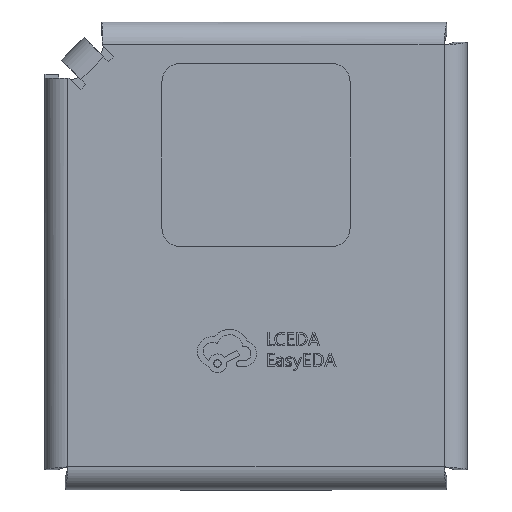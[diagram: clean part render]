
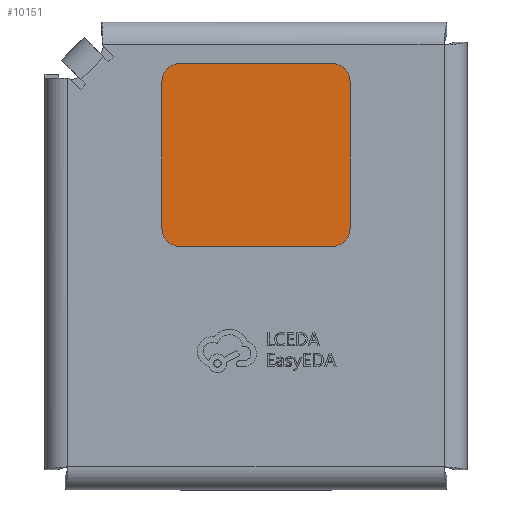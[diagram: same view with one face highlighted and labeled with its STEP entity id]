
A CAD part, top view. The second image highlights one B-rep face of the part: STEP entity #10151.
In plain terms, the highlighted planar face has unit normal (0, 0, 1).
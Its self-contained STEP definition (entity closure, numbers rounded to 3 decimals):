
#1319 = ORIENTED_EDGE ( 'NONE', *, *, #11818, .T. ) ;
#3131 = ORIENTED_EDGE ( 'NONE', *, *, #3818, .T. ) ;
#3804 = DIRECTION ( 'NONE',  ( 0., -1., 0. ) ) ;
#3818 = EDGE_CURVE ( 'NONE', #21502, #6871, #19600, .T. ) ;
#4287 = CIRCLE ( 'NONE', #6419, 0.2 ) ;
#4362 = CIRCLE ( 'NONE', #10099, 0.2 ) ;
#4629 = EDGE_CURVE ( 'NONE', #9675, #8041, #5544, .T. ) ;
#4939 = CARTESIAN_POINT ( 'NONE',  ( 1.025, 0.3, 1.25 ) ) ;
#5057 = CARTESIAN_POINT ( 'NONE',  ( -0.825, 2.1, 1.25 ) ) ;
#5205 = AXIS2_PLACEMENT_3D ( 'NONE', #21345, #14473, #9505 ) ;
#5254 = DIRECTION ( 'NONE',  ( 0., 1., 0. ) ) ;
#5544 = LINE ( 'NONE', #11999, #5630 ) ;
#5596 = VECTOR ( 'NONE', #5254, 1000. ) ;
#5630 = VECTOR ( 'NONE', #7146, 1000. ) ;
#5675 = CARTESIAN_POINT ( 'NONE',  ( 1.025, 1.9, 1.25 ) ) ;
#6043 = ORIENTED_EDGE ( 'NONE', *, *, #16953, .T. ) ;
#6419 = AXIS2_PLACEMENT_3D ( 'NONE', #13766, #7123, #17797 ) ;
#6871 = VERTEX_POINT ( 'NONE', #12686 ) ;
#7123 = DIRECTION ( 'NONE',  ( 0., 0., 1. ) ) ;
#7146 = DIRECTION ( 'NONE',  ( 1., 0., 0. ) ) ;
#7938 = CARTESIAN_POINT ( 'NONE',  ( -0.825, 2.1, 1.25 ) ) ;
#8041 = VERTEX_POINT ( 'NONE', #14576 ) ;
#8244 = DIRECTION ( 'NONE',  ( 1., 0., 0. ) ) ;
#9505 = DIRECTION ( 'NONE',  ( 1., 0., 0. ) ) ;
#9675 = VERTEX_POINT ( 'NONE', #21348 ) ;
#9741 = EDGE_CURVE ( 'NONE', #21230, #14727, #12455, .T. ) ;
#9848 = VERTEX_POINT ( 'NONE', #18616 ) ;
#10038 = ORIENTED_EDGE ( 'NONE', *, *, #18140, .T. ) ;
#10099 = AXIS2_PLACEMENT_3D ( 'NONE', #10776, #19123, #17423 ) ;
#10151 = ADVANCED_FACE ( 'NONE', ( #20260 ), #16450, .F. ) ;
#10776 = CARTESIAN_POINT ( 'NONE',  ( 0.825, 1.9, 1.25 ) ) ;
#11020 = ORIENTED_EDGE ( 'NONE', *, *, #14000, .T. ) ;
#11811 = LINE ( 'NONE', #5057, #19683 ) ;
#11818 = EDGE_CURVE ( 'NONE', #8041, #21230, #4287, .T. ) ;
#11999 = CARTESIAN_POINT ( 'NONE',  ( -0.825, 0.1, 1.25 ) ) ;
#12455 = LINE ( 'NONE', #5675, #5596 ) ;
#12686 = CARTESIAN_POINT ( 'NONE',  ( -1.025, 1.9, 1.25 ) ) ;
#12818 = ORIENTED_EDGE ( 'NONE', *, *, #9741, .T. ) ;
#13766 = CARTESIAN_POINT ( 'NONE',  ( 0.825, 0.3, 1.25 ) ) ;
#14000 = EDGE_CURVE ( 'NONE', #14727, #9848, #4362, .T. ) ;
#14473 = DIRECTION ( 'NONE',  ( 0., 0., 1. ) ) ;
#14576 = CARTESIAN_POINT ( 'NONE',  ( 0.825, 0.1, 1.25 ) ) ;
#14727 = VERTEX_POINT ( 'NONE', #15877 ) ;
#15470 = VECTOR ( 'NONE', #3804, 1000. ) ;
#15867 = CARTESIAN_POINT ( 'NONE',  ( -1.025, 1.9, 1.25 ) ) ;
#15877 = CARTESIAN_POINT ( 'NONE',  ( 1.025, 1.9, 1.25 ) ) ;
#16450 = PLANE ( 'NONE',  #17842 ) ;
#16766 = VERTEX_POINT ( 'NONE', #18749 ) ;
#16838 = EDGE_LOOP ( 'NONE', ( #11020, #10038, #3131, #6043, #22246, #17039, #1319, #12818 ) ) ;
#16888 = DIRECTION ( 'NONE',  ( 0., 0., -1. ) ) ;
#16953 = EDGE_CURVE ( 'NONE', #6871, #16766, #21013, .T. ) ;
#17039 = ORIENTED_EDGE ( 'NONE', *, *, #4629, .T. ) ;
#17423 = DIRECTION ( 'NONE',  ( -1., 0., 0. ) ) ;
#17446 = AXIS2_PLACEMENT_3D ( 'NONE', #20526, #18622, #8244 ) ;
#17797 = DIRECTION ( 'NONE',  ( 1., 0., 0. ) ) ;
#17842 = AXIS2_PLACEMENT_3D ( 'NONE', #22044, #16888, #22281 ) ;
#18140 = EDGE_CURVE ( 'NONE', #9848, #21502, #11811, .T. ) ;
#18616 = CARTESIAN_POINT ( 'NONE',  ( 0.825, 2.1, 1.25 ) ) ;
#18622 = DIRECTION ( 'NONE',  ( 0., 0., 1. ) ) ;
#18749 = CARTESIAN_POINT ( 'NONE',  ( -1.025, 0.3, 1.25 ) ) ;
#18801 = DIRECTION ( 'NONE',  ( -1., 0., 0. ) ) ;
#19123 = DIRECTION ( 'NONE',  ( 0., 0., 1. ) ) ;
#19600 = CIRCLE ( 'NONE', #17446, 0.2 ) ;
#19683 = VECTOR ( 'NONE', #18801, 1000. ) ;
#19923 = EDGE_CURVE ( 'NONE', #16766, #9675, #21027, .T. ) ;
#20260 = FACE_OUTER_BOUND ( 'NONE', #16838, .T. ) ;
#20526 = CARTESIAN_POINT ( 'NONE',  ( -0.825, 1.9, 1.25 ) ) ;
#21013 = LINE ( 'NONE', #15867, #15470 ) ;
#21027 = CIRCLE ( 'NONE', #5205, 0.2 ) ;
#21230 = VERTEX_POINT ( 'NONE', #4939 ) ;
#21345 = CARTESIAN_POINT ( 'NONE',  ( -0.825, 0.3, 1.25 ) ) ;
#21348 = CARTESIAN_POINT ( 'NONE',  ( -0.825, 0.1, 1.25 ) ) ;
#21502 = VERTEX_POINT ( 'NONE', #7938 ) ;
#22044 = CARTESIAN_POINT ( 'NONE',  ( 0.825, 1.9, 1.25 ) ) ;
#22246 = ORIENTED_EDGE ( 'NONE', *, *, #19923, .T. ) ;
#22281 = DIRECTION ( 'NONE',  ( -1., 0., 0. ) ) ;
